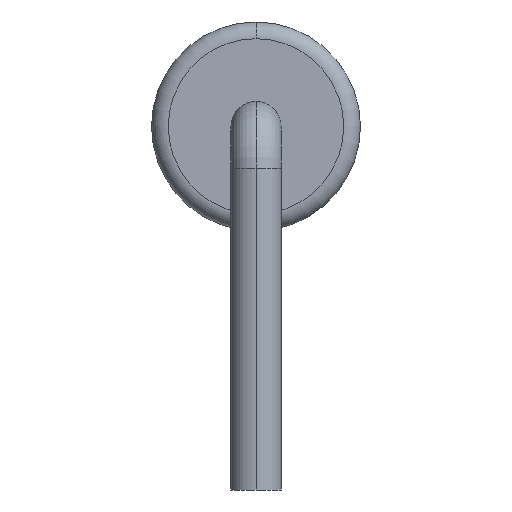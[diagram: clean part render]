
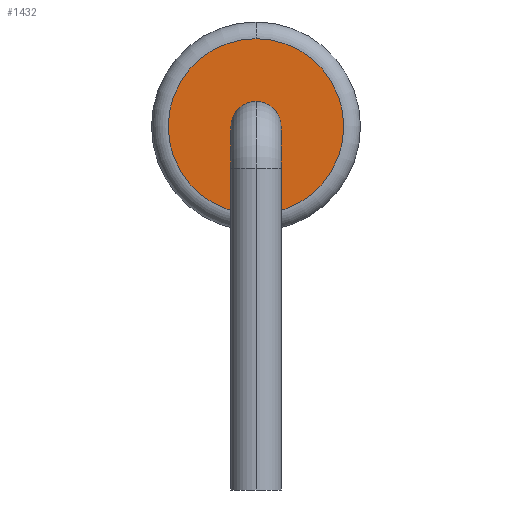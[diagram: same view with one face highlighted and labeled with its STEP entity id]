
A CAD part, left-side view. The second image highlights one B-rep face of the part: STEP entity #1432.
In plain terms, the highlighted planar face has unit normal (-1, 0, 0).
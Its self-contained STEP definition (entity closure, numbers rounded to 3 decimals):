
#1350=CARTESIAN_POINT('',(-3.25,0.,2.3));
#1351=VERTEX_POINT('',#1350);
#1361=CARTESIAN_POINT('',(-3.25,0.,0.2));
#1362=VERTEX_POINT('',#1361);
#1363=CARTESIAN_POINT('',(-3.25,0.,1.25));
#1364=DIRECTION('',(1.0,0.0,0.0));
#1365=DIRECTION('',(0.0,-1.0,0.0));
#1366=AXIS2_PLACEMENT_3D('',#1363,#1364,#1365);
#1367=CIRCLE('',#1366,1.05);
#1368=EDGE_CURVE('',#1351,#1362,#1367,.T.);
#1403=CARTESIAN_POINT('',(-3.25,1.05,1.25));
#1404=VERTEX_POINT('',#1403);
#1405=CARTESIAN_POINT('',(-3.25,0.,1.25));
#1406=DIRECTION('',(1.0,0.0,0.0));
#1407=DIRECTION('',(0.0,-1.0,0.0));
#1408=AXIS2_PLACEMENT_3D('',#1405,#1406,#1407);
#1409=CIRCLE('',#1408,1.05);
#1410=EDGE_CURVE('',#1362,#1404,#1409,.T.);
#1412=CARTESIAN_POINT('',(-3.25,0.,1.25));
#1413=DIRECTION('',(1.0,0.0,0.0));
#1414=DIRECTION('',(0.0,-1.0,0.0));
#1415=AXIS2_PLACEMENT_3D('',#1412,#1413,#1414);
#1416=CIRCLE('',#1415,1.05);
#1417=EDGE_CURVE('',#1404,#1351,#1416,.T.);
#1422=CARTESIAN_POINT('',(-3.25,0.,1.25));
#1423=DIRECTION('',(-1.0,0.0,0.0));
#1424=DIRECTION('',(0.0,-1.0,0.0));
#1425=AXIS2_PLACEMENT_3D('',#1422,#1423,#1424);
#1426=PLANE('',#1425);
#1427=ORIENTED_EDGE('',*,*,#1417,.F.);
#1428=ORIENTED_EDGE('',*,*,#1410,.F.);
#1429=ORIENTED_EDGE('',*,*,#1368,.F.);
#1430=EDGE_LOOP('',(#1427,#1428,#1429));
#1431=FACE_OUTER_BOUND('',#1430,.T.);
#1432=ADVANCED_FACE('',(#1431),#1426,.T.);
